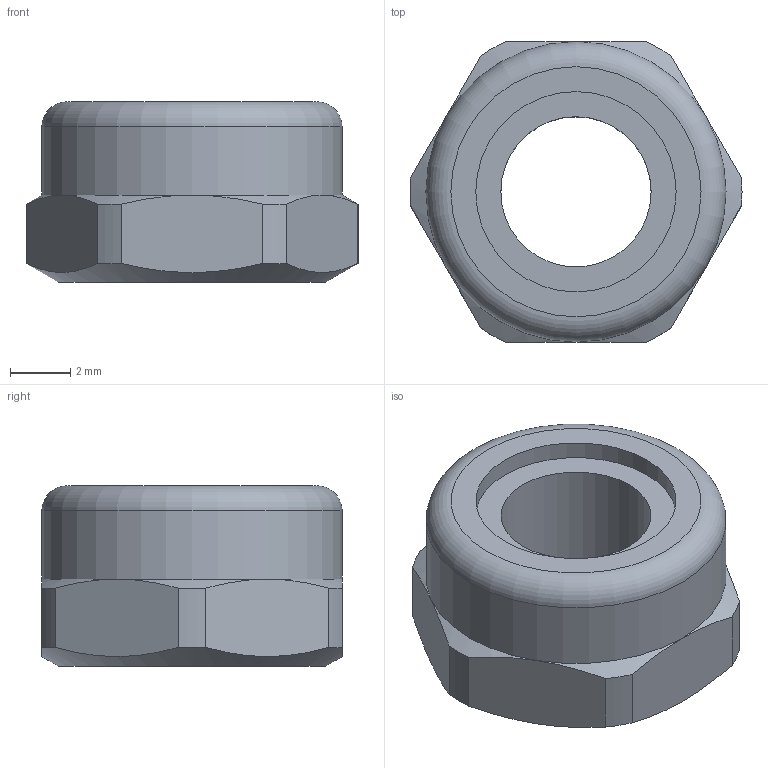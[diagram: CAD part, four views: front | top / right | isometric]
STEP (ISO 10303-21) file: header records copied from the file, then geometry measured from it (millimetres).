
FILE_DESCRIPTION(('FreeCAD Model'),'2;1');
FILE_NAME('Open CASCADE Shape Model','2025-10-29T22:53:26',('Author'),( ''),'Open CASCADE STEP processor 7.8','FreeCAD','Unknown');
FILE_SCHEMA(('AUTOMOTIVE_DESIGN { 1 0 10303 214 1 1 1 1 }'));
Length unit declared in the file: millimetre
Products named in the file (1): M6-Nut
Bounding box: 11.05 x 10 x 6 mm (x, y, z)
Volume: 350.2 mm3; surface area: 393.1 mm2
Topology: 1 solids, 1 shells, 23 faces, 55 edges, 35 vertices
Faces by surface type: cylinder 10, plane 9, cone 3, torus 1
Full cylindrical faces by diameter (mm): 5 x1, 6.667 x1, 9.99 x1
Entity records: 711 total; most frequent: DIRECTION 139, CARTESIAN_POINT 114, ORIENTED_EDGE 110, AXIS2_PLACEMENT_3D 60, EDGE_CURVE 55, VERTEX_POINT 35, FACE_BOUND 26, EDGE_LOOP 26
